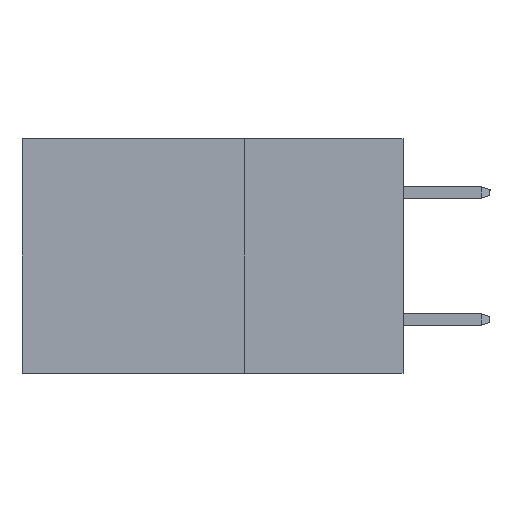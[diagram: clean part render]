
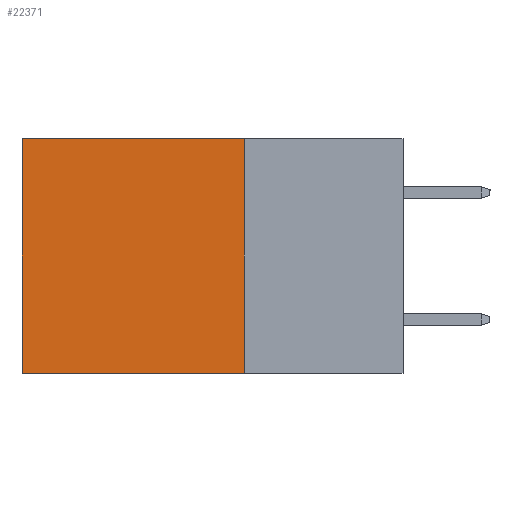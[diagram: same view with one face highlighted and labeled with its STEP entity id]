
A CAD part, left-side view. The second image highlights one B-rep face of the part: STEP entity #22371.
In plain terms, the highlighted planar face has unit normal (-1, 0, 0).
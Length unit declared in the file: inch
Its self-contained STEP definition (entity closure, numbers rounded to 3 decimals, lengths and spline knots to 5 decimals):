
#483 = EDGE_LOOP ( 'NONE', ( #1326, #25768, #31171, #23563 ) ) ;
#1260 = EDGE_CURVE ( 'NONE', #16636, #22733, #21825, .T. ) ;
#1326 = ORIENTED_EDGE ( 'NONE', *, *, #1260, .T. ) ;
#3249 = CARTESIAN_POINT ( 'NONE',  ( 0.2875, 0.25, 0. ) ) ;
#4821 = DIRECTION ( 'NONE',  ( 0., 1., 0. ) ) ;
#4891 = DIRECTION ( 'NONE',  ( 0., 0., -1. ) ) ;
#4904 = CARTESIAN_POINT ( 'NONE',  ( 0.2875, 0.6, 0. ) ) ;
#5300 = CARTESIAN_POINT ( 'NONE',  ( 0.2875, 0.25, -0.37 ) ) ;
#5704 = PLANE ( 'NONE',  #13644 ) ;
#6141 = CARTESIAN_POINT ( 'NONE',  ( 0.2875, 0.25, -0.37 ) ) ;
#6627 = DIRECTION ( 'NONE',  ( 0., 1., 0. ) ) ;
#12075 = VERTEX_POINT ( 'NONE', #6141 ) ;
#12197 = CARTESIAN_POINT ( 'NONE',  ( 0.2875, 0.25, 0. ) ) ;
#13215 = CARTESIAN_POINT ( 'NONE',  ( 0.2875, 0.6, -0.37 ) ) ;
#13259 = DIRECTION ( 'NONE',  ( 1., 0., 0. ) ) ;
#13644 = AXIS2_PLACEMENT_3D ( 'NONE', #3249, #13259, #23288 ) ;
#16554 = CARTESIAN_POINT ( 'NONE',  ( 0.2875, 0.25, 0. ) ) ;
#16636 = VERTEX_POINT ( 'NONE', #4904 ) ;
#16977 = VERTEX_POINT ( 'NONE', #16554 ) ;
#17946 = LINE ( 'NONE', #5300, #30375 ) ;
#19204 = VECTOR ( 'NONE', #4891, 39.37008 ) ;
#20537 = DIRECTION ( 'NONE',  ( 0., 0., -1. ) ) ;
#21825 = LINE ( 'NONE', #32314, #19204 ) ;
#21925 = VECTOR ( 'NONE', #20537, 39.37008 ) ;
#21956 = VECTOR ( 'NONE', #6627, 39.37008 ) ;
#22371 = ADVANCED_FACE ( 'NONE', ( #28853 ), #5704, .F. ) ;
#22733 = VERTEX_POINT ( 'NONE', #13215 ) ;
#22997 = LINE ( 'NONE', #28419, #21925 ) ;
#23040 = EDGE_CURVE ( 'NONE', #12075, #22733, #17946, .T. ) ;
#23288 = DIRECTION ( 'NONE',  ( 0., 0., -1. ) ) ;
#23563 = ORIENTED_EDGE ( 'NONE', *, *, #27295, .T. ) ;
#23716 = EDGE_CURVE ( 'NONE', #16977, #12075, #22997, .T. ) ;
#25768 = ORIENTED_EDGE ( 'NONE', *, *, #23040, .F. ) ;
#27295 = EDGE_CURVE ( 'NONE', #16977, #16636, #28308, .T. ) ;
#28308 = LINE ( 'NONE', #12197, #21956 ) ;
#28419 = CARTESIAN_POINT ( 'NONE',  ( 0.2875, 0.25, 0. ) ) ;
#28853 = FACE_OUTER_BOUND ( 'NONE', #483, .T. ) ;
#30375 = VECTOR ( 'NONE', #4821, 39.37008 ) ;
#31171 = ORIENTED_EDGE ( 'NONE', *, *, #23716, .F. ) ;
#32314 = CARTESIAN_POINT ( 'NONE',  ( 0.2875, 0.6, 0. ) ) ;
